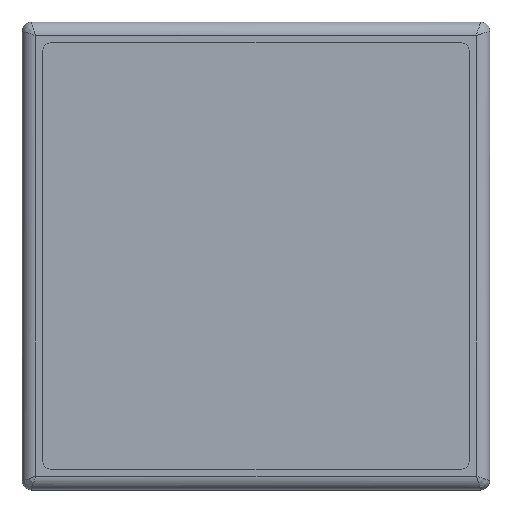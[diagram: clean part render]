
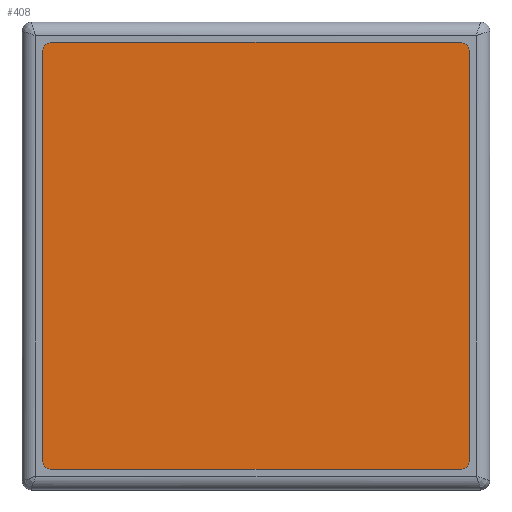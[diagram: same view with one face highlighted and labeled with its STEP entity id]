
A CAD part, top view. The second image highlights one B-rep face of the part: STEP entity #408.
In plain terms, the highlighted planar face has unit normal (0, 0, 1).
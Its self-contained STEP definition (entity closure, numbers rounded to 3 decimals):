
#257=CARTESIAN_POINT('',(-22.4,-23.4,10.7));
#258=VERTEX_POINT('',#257);
#259=CARTESIAN_POINT('',(-23.4,-22.4,10.7));
#260=VERTEX_POINT('',#259);
#261=CARTESIAN_POINT('',(-22.4,-22.4,10.7));
#262=DIRECTION('',(0.0,0.0,-1.));
#263=DIRECTION('',(-0.707,-0.707,0.0));
#264=AXIS2_PLACEMENT_3D('',#261,#262,#263);
#265=CIRCLE('',#264,1.);
#266=EDGE_CURVE('',#258,#260,#265,.T.);
#299=CARTESIAN_POINT('',(23.4,-22.4,10.7));
#300=VERTEX_POINT('',#299);
#301=CARTESIAN_POINT('',(22.4,-23.4,10.7));
#302=VERTEX_POINT('',#301);
#303=CARTESIAN_POINT('',(22.4,-22.4,10.7));
#304=DIRECTION('',(0.0,0.0,-1.));
#305=DIRECTION('',(0.707,-0.707,0.0));
#306=AXIS2_PLACEMENT_3D('',#303,#304,#305);
#307=CIRCLE('',#306,1.);
#308=EDGE_CURVE('',#300,#302,#307,.T.);
#341=CARTESIAN_POINT('',(22.4,-23.4,10.7));
#342=DIRECTION('',(-1.0,0.0,0.0));
#343=VECTOR('',#342,44.8);
#344=LINE('',#341,#343);
#345=EDGE_CURVE('',#302,#258,#344,.T.);
#358=CARTESIAN_POINT('',(0.,12.7,10.7));
#359=DIRECTION('',(0.0,0.0,1.0));
#360=DIRECTION('',(1.0,0.0,0.0));
#361=AXIS2_PLACEMENT_3D('',#358,#359,#360);
#362=PLANE('',#361);
#363=CARTESIAN_POINT('',(-23.4,22.4,10.7));
#364=VERTEX_POINT('',#363);
#365=CARTESIAN_POINT('',(-23.4,-22.4,10.7));
#366=DIRECTION('',(0.0,1.0,0.0));
#367=VECTOR('',#366,44.8);
#368=LINE('',#365,#367);
#369=EDGE_CURVE('',#260,#364,#368,.T.);
#370=ORIENTED_EDGE('',*,*,#369,.F.);
#371=ORIENTED_EDGE('',*,*,#266,.F.);
#372=ORIENTED_EDGE('',*,*,#345,.F.);
#373=ORIENTED_EDGE('',*,*,#308,.F.);
#374=CARTESIAN_POINT('',(23.4,22.4,10.7));
#375=VERTEX_POINT('',#374);
#376=CARTESIAN_POINT('',(23.4,22.4,10.7));
#377=DIRECTION('',(0.0,-1.0,0.0));
#378=VECTOR('',#377,44.8);
#379=LINE('',#376,#378);
#380=EDGE_CURVE('',#375,#300,#379,.T.);
#381=ORIENTED_EDGE('',*,*,#380,.F.);
#382=CARTESIAN_POINT('',(22.4,23.4,10.7));
#383=VERTEX_POINT('',#382);
#384=CARTESIAN_POINT('',(22.4,22.4,10.7));
#385=DIRECTION('',(0.0,0.0,-1.));
#386=DIRECTION('',(0.707,0.707,0.0));
#387=AXIS2_PLACEMENT_3D('',#384,#385,#386);
#388=CIRCLE('',#387,1.);
#389=EDGE_CURVE('',#383,#375,#388,.T.);
#390=ORIENTED_EDGE('',*,*,#389,.F.);
#391=CARTESIAN_POINT('',(-22.4,23.4,10.7));
#392=VERTEX_POINT('',#391);
#393=CARTESIAN_POINT('',(-22.4,23.4,10.7));
#394=DIRECTION('',(1.0,0.0,0.0));
#395=VECTOR('',#394,44.8);
#396=LINE('',#393,#395);
#397=EDGE_CURVE('',#392,#383,#396,.T.);
#398=ORIENTED_EDGE('',*,*,#397,.F.);
#399=CARTESIAN_POINT('',(-22.4,22.4,10.7));
#400=DIRECTION('',(0.0,0.0,-1.));
#401=DIRECTION('',(-0.707,0.707,0.0));
#402=AXIS2_PLACEMENT_3D('',#399,#400,#401);
#403=CIRCLE('',#402,1.);
#404=EDGE_CURVE('',#364,#392,#403,.T.);
#405=ORIENTED_EDGE('',*,*,#404,.F.);
#406=EDGE_LOOP('',(#370,#371,#372,#373,#381,#390,#398,#405));
#407=FACE_OUTER_BOUND('',#406,.T.);
#408=ADVANCED_FACE('',(#407),#362,.T.);
